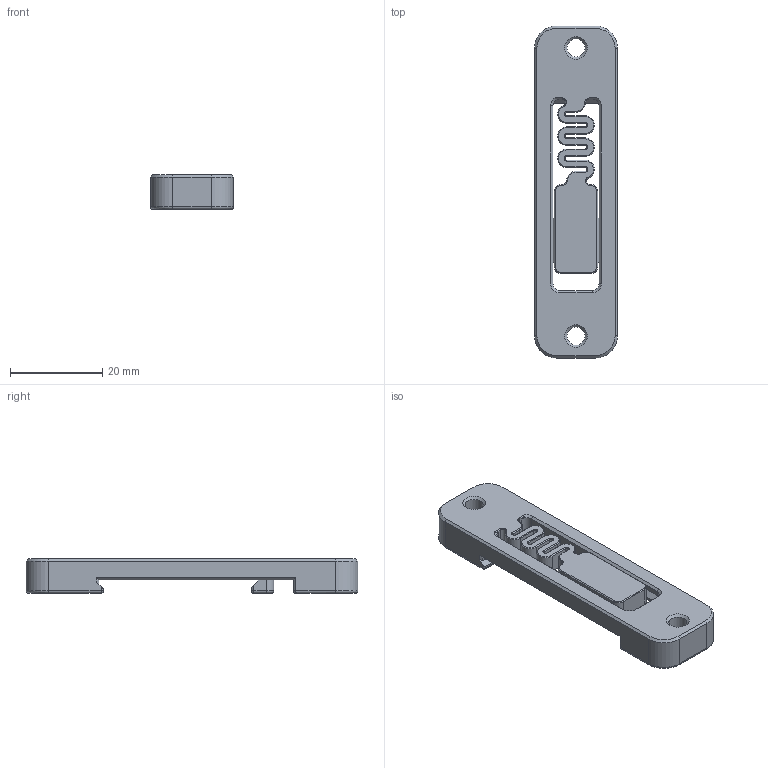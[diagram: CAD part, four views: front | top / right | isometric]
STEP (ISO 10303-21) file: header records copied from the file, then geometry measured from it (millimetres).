
FILE_DESCRIPTION(/* description */ (''),/* implementation_level */ '2;1');
FILE_NAME(/* name */ '_DIN Rail Holder 62.5 v2.step',/* time_stamp */ '2023-04-19T10:11:04+02:00',/* author */ (''),/* organization */ (''),/* preprocessor_version */ 'ST-DEVELOPER v19.2',/* originating_system */ 'Autodesk Translation Framework v12.4.0.73',/* authorisation */ '');
FILE_SCHEMA (('AUTOMOTIVE_DESIGN { 1 0 10303 214 3 1 1 }'));
Length unit declared in the file: millimetre
Products named in the file (1): _DIN Rail Holder 62.5
Bounding box: 18 x 72 x 7.5 mm (x, y, z)
Volume: 6446.8 mm3; surface area: 4601 mm2
Topology: 1 solids, 1 shells, 194 faces, 478 edges, 287 vertices
Faces by surface type: plane 94, cylinder 51, cone 39, torus 6, sphere 4
Full cylindrical faces by diameter (mm): 3.95 x2
Entity records: 5833 total; most frequent: CARTESIAN_POINT 1179, DIRECTION 992, ORIENTED_EDGE 956, EDGE_CURVE 478, AXIS2_PLACEMENT_3D 346, LINE 300, VECTOR 300, VERTEX_POINT 287
